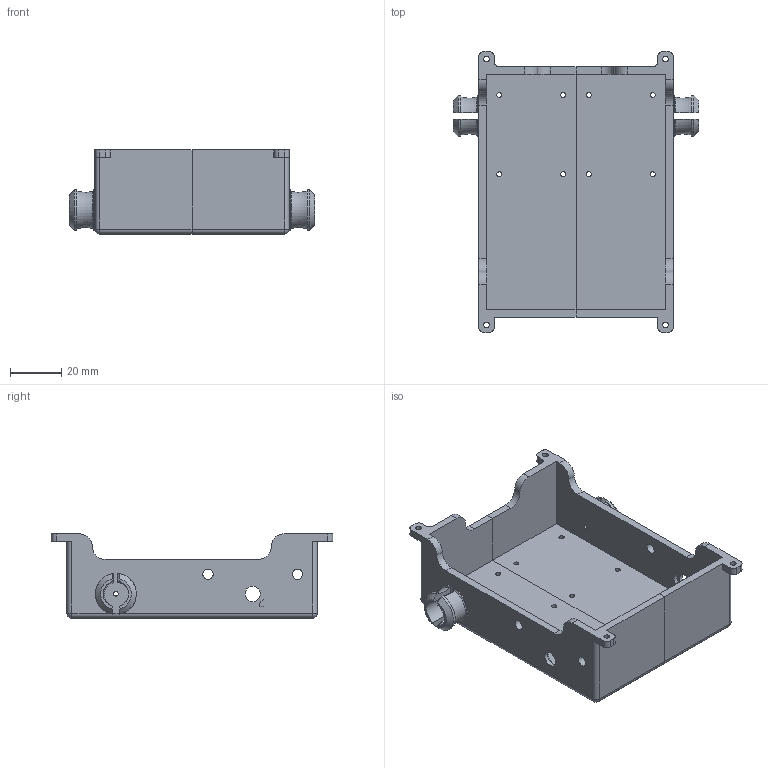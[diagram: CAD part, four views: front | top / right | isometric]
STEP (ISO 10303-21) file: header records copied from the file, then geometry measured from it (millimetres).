
FILE_DESCRIPTION(/* description */ ('STEP AP242','CAx-IF Rec.Pracs.---Representation and Presentation of Product Manufacturing Information (PMI)---4.0---2014-10-13','CAx-IF Rec.Pracs.---3D Tessellated Geometry---0.4---2014-09-14','2;1'),/* implementation_level */ '2;1');
FILE_NAME(/* name */ '64dd86ccb8d6cf5b8b5bad39',/* time_stamp */ '2023-08-17T02:32:45Z',/* author */ (''),/* organization */ (''),/* preprocessor_version */ 'ST-DEVELOPER v19.4',/* originating_system */ ' ',/* authorisation */ ' ');
FILE_SCHEMA (('AP242_MANAGED_MODEL_BASED_3D_ENGINEERING_MIM_LF { 1 0 10303 442 1 1 4 }'));
Length unit declared in the file: metre
Products named in the file (2): V1 Chassis - Left; V1 Chassis - Right
Bounding box: 96 x 110 x 33 mm (x, y, z)
Volume: 48468.3 mm3; surface area: 35471 mm2
Topology: 2 solids, 4 shells, 180 faces, 512 edges, 340 vertices
Faces by surface type: cylinder 78, plane 70, torus 12, bspline 8, sphere 8, cone 4
Full cylindrical faces by diameter (mm): 1.75 x2, 2 x8, 2.2 x4, 4 x4, 6 x2, 9 x2
Entity records: 6287 total; most frequent: CARTESIAN_POINT 1678, ORIENTED_EDGE 948, DIRECTION 918, EDGE_CURVE 474, AXIS2_PLACEMENT_3D 350, VERTEX_POINT 328, EDGE_LOOP 246, FACE_BOUND 246
